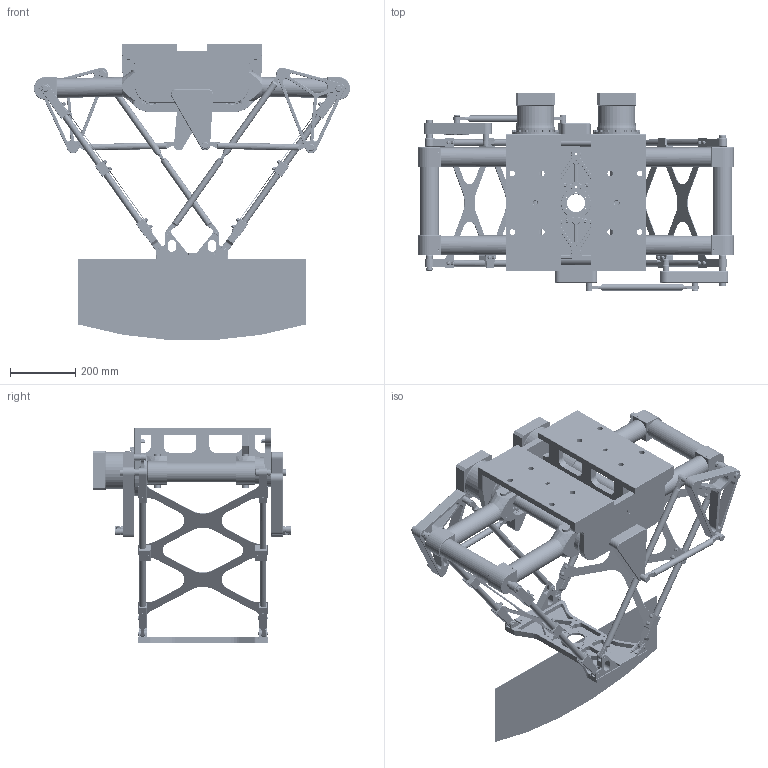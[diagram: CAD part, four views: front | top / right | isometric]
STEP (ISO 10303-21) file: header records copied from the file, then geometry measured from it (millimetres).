
FILE_DESCRIPTION(/* description */ ('Norm.iam Teamplte'),/* implementation_level */ '2;1');
FILE_NAME(/* name */ '3D-model_A_00890.01.stp',/* time_stamp */ '2023-09-18T13:45:52+02:00',/* author */ ('michael.schutter'),/* organization */ (''),/* preprocessor_version */ 'ST-DEVELOPER v16.5',/* originating_system */ 'Autodesk Inventor 2017',/* authorisation */ '');
FILE_SCHEMA (('AUTOMOTIVE_DESIGN { 1 0 10303 214 3 1 1 }'));
Products named in the file (11): A_00890.01_DUMMY DuoPod Robotermechanik RV2-700-15kg; MT_WST00106196; MT_WST00114677 Dummy-Kopfplatte; MT_WST00055121MT_WST; MT_WST00112662 Dummy-Oberarm; MT_WST00060920MT_WST; MT_WST00112659 Dummy-Unterarm; MT_WST00114679 Dummy Werkzeugträger; MT_WST00112660 Dummy-Parallelogrammarm 2; MT_WST00114676 Dummy-Oberarm; MT_WST00040287MT_WST
Assembly tree (15 placements, depth 2):
  A_00890.01_DUMMY DuoPod Robotermechanik RV2-700-15kg
    MT_WST00106196
    MT_WST00114677 Dummy-Kopfplatte
    MT_WST00055121MT_WST  x2
    MT_WST00112662 Dummy-Oberarm
    MT_WST00060920MT_WST  x2
    MT_WST00112659 Dummy-Unterarm  x2
    MT_WST00114679 Dummy Werkzeugträger
    MT_WST00112660 Dummy-Parallelogrammarm 2  x2
    MT_WST00040287MT_WST  x2
    MT_WST00114676 Dummy-Oberarm
Bounding box: 969.86 x 607 x 907.99 mm (x, y, z)
Volume: 22242392.5 mm3; surface area: 2983554.5 mm2
Topology: 15 solids, 19 shells, 3743 faces, 8641 edges, 5369 vertices
Faces by surface type: plane 1927, cylinder 1031, cone 557, torus 120, bspline 84, sphere 24
Full cylindrical faces by diameter (mm): 1.6 x12, 3.16 x2, 3.459 x6, 4.917 x38, 5 x32, 6.647 x8, 7.5 x2, 7.6 x6, 8 x34, 8.2 x24, 8.5 x32, 9.6 x2, 10 x6, 12 x19, 13 x72, 15 x16, 16 x2, 17.5 x8, 18 x28, 19.8 x4, 19.98 x8, 20 x48, 23 x8, 24 x2, 40 x4, 42 x4, 45 x2, 55 x1, 57.17 x1, 60 x6
Entity records: 88048 total; most frequent: CARTESIAN_POINT 22046, DIRECTION 13606, ORIENTED_EDGE 11960, EDGE_CURVE 5980, AXIS2_PLACEMENT_3D 5060, VERTEX_POINT 4030, EDGE_LOOP 3874, LINE 3486
